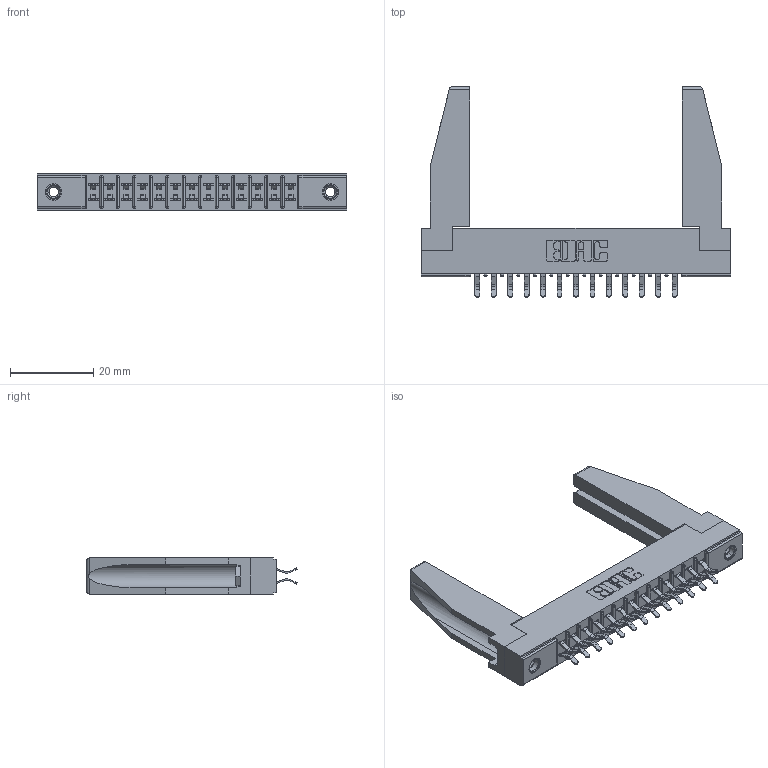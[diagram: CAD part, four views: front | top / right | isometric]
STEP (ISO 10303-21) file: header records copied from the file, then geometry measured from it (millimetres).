
FILE_DESCRIPTION (( 'STEP AP203' ), '1' );
FILE_NAME ('355-026-556-278.STEP', '2019-09-11T05:54:06', ( '' ), ( '' ), 'SwSTEP 2.0', 'SolidWorks 2016', '' );
FILE_SCHEMA (( 'CONFIG_CONTROL_DESIGN' ));
Length unit declared in the file: inch
Products named in the file (5): 305 Part_.156 Dia; 307-220-078; 355-026-556-278; 305-290-001_556; 345-250-001_345-250-001-102
Assembly tree (31 placements, depth 2):
  355-026-556-278
    305 Part_.156 Dia
    305-290-001_556  x26
    345-250-001_345-250-001-102  x2
    307-220-078  x2
Bounding box: 74.52 x 50.67 x 8.71 mm (x, y, z)
Volume: 8673 mm3; surface area: 12152.4 mm2
Topology: 31 solids, 31 shells, 1702 faces, 4845 edges, 3150 vertices
Faces by surface type: plane 958, cylinder 676, sphere 52, cone 12, torus 4
Entity records: 20267 total; most frequent: CARTESIAN_POINT 3363, ORIENTED_EDGE 3292, DIRECTION 3238, EDGE_CURVE 1646, VECTOR 1292, LINE 1292, VERTEX_POINT 1056, AXIS2_PLACEMENT_3D 973
